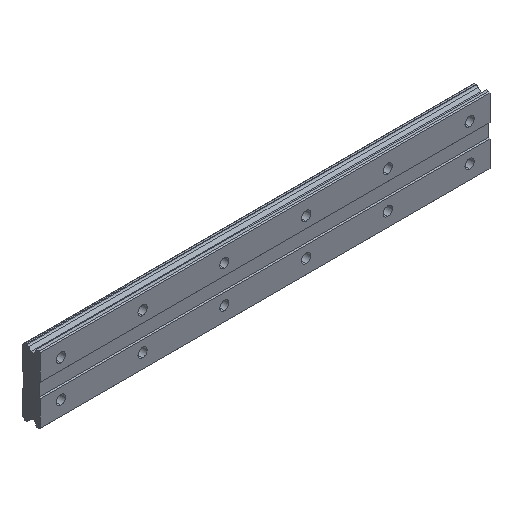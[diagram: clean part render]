
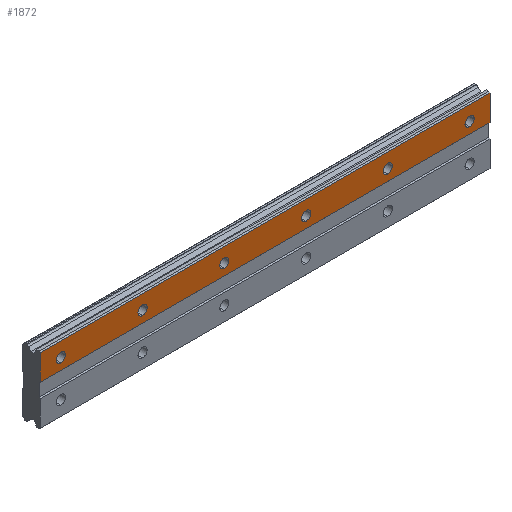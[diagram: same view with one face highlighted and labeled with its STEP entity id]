
A CAD part, isometric view. The second image highlights one B-rep face of the part: STEP entity #1872.
In plain terms, the highlighted planar face has unit normal (0, -1, 0).
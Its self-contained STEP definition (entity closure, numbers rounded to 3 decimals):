
#23 = DIRECTION ( 'NONE',  ( 0., -1., 0. ) ) ;
#29 = EDGE_CURVE ( 'NONE', #340, #1428, #2029, .T. ) ;
#39 = EDGE_CURVE ( 'NONE', #1241, #1968, #2958, .T. ) ;
#67 = CARTESIAN_POINT ( 'NONE',  ( 40., 0., 9. ) ) ;
#91 = FACE_BOUND ( 'NONE', #434, .T. ) ;
#96 = ORIENTED_EDGE ( 'NONE', *, *, #1742, .F. ) ;
#98 = CIRCLE ( 'NONE', #1406, 2.25 ) ;
#101 = DIRECTION ( 'NONE',  ( 0., 0., -1. ) ) ;
#155 = EDGE_LOOP ( 'NONE', ( #2666, #2780 ) ) ;
#292 = DIRECTION ( 'NONE',  ( 0., 0., 1. ) ) ;
#300 = DIRECTION ( 'NONE',  ( 0., 0., -1. ) ) ;
#340 = VERTEX_POINT ( 'NONE', #2891 ) ;
#356 = ORIENTED_EDGE ( 'NONE', *, *, #716, .F. ) ;
#386 = DIRECTION ( 'NONE',  ( 0., 0., 1. ) ) ;
#401 = VERTEX_POINT ( 'NONE', #2689 ) ;
#415 = CARTESIAN_POINT ( 'NONE',  ( 0., 0., 9. ) ) ;
#434 = EDGE_LOOP ( 'NONE', ( #2086, #1436 ) ) ;
#443 = CARTESIAN_POINT ( 'NONE',  ( 210., 0., 3.5 ) ) ;
#475 = CARTESIAN_POINT ( 'NONE',  ( 160., 0., 11.25 ) ) ;
#514 = VERTEX_POINT ( 'NONE', #1319 ) ;
#529 = EDGE_CURVE ( 'NONE', #514, #401, #2918, .T. ) ;
#542 = AXIS2_PLACEMENT_3D ( 'NONE', #992, #2819, #292 ) ;
#543 = ORIENTED_EDGE ( 'NONE', *, *, #812, .F. ) ;
#549 = EDGE_CURVE ( 'NONE', #1517, #2011, #1789, .T. ) ;
#550 = LINE ( 'NONE', #1447, #2279 ) ;
#596 = EDGE_CURVE ( 'NONE', #1517, #1968, #550, .T. ) ;
#614 = EDGE_CURVE ( 'NONE', #1625, #1958, #2866, .T. ) ;
#631 = ORIENTED_EDGE ( 'NONE', *, *, #29, .F. ) ;
#653 = EDGE_LOOP ( 'NONE', ( #1963, #543, #1337, #994 ) ) ;
#716 = EDGE_CURVE ( 'NONE', #2546, #782, #2367, .T. ) ;
#737 = FACE_OUTER_BOUND ( 'NONE', #653, .T. ) ;
#774 = AXIS2_PLACEMENT_3D ( 'NONE', #2425, #1489, #2609 ) ;
#781 = CARTESIAN_POINT ( 'NONE',  ( 120., 0., 6.75 ) ) ;
#782 = VERTEX_POINT ( 'NONE', #2196 ) ;
#791 = LINE ( 'NONE', #2409, #1584 ) ;
#794 = AXIS2_PLACEMENT_3D ( 'NONE', #1267, #1718, #386 ) ;
#812 = EDGE_CURVE ( 'NONE', #2011, #1241, #791, .T. ) ;
#870 = CARTESIAN_POINT ( 'NONE',  ( 210., 0., 3.5 ) ) ;
#898 = DIRECTION ( 'NONE',  ( 0., 0., 1. ) ) ;
#909 = CARTESIAN_POINT ( 'NONE',  ( 40., 0., 6.75 ) ) ;
#940 = CARTESIAN_POINT ( 'NONE',  ( 160., 0., 9. ) ) ;
#955 = CARTESIAN_POINT ( 'NONE',  ( -10., 0., 16. ) ) ;
#957 = FACE_BOUND ( 'NONE', #155, .T. ) ;
#965 = AXIS2_PLACEMENT_3D ( 'NONE', #67, #1920, #1696 ) ;
#992 = CARTESIAN_POINT ( 'NONE',  ( 210., 0., 16. ) ) ;
#994 = ORIENTED_EDGE ( 'NONE', *, *, #596, .T. ) ;
#1008 = FACE_BOUND ( 'NONE', #1738, .T. ) ;
#1021 = CARTESIAN_POINT ( 'NONE',  ( 200., 0., 11.25 ) ) ;
#1024 = CARTESIAN_POINT ( 'NONE',  ( 40., 0., 11.25 ) ) ;
#1025 = DIRECTION ( 'NONE',  ( 0., 0., 1. ) ) ;
#1064 = DIRECTION ( 'NONE',  ( 0., 0., 1. ) ) ;
#1070 = CARTESIAN_POINT ( 'NONE',  ( 40., 0., 9. ) ) ;
#1095 = DIRECTION ( 'NONE',  ( 1., 0., 0. ) ) ;
#1129 = CARTESIAN_POINT ( 'NONE',  ( 200., 0., 9. ) ) ;
#1130 = EDGE_CURVE ( 'NONE', #1533, #1610, #2095, .T. ) ;
#1156 = DIRECTION ( 'NONE',  ( 0., 0., 1. ) ) ;
#1165 = AXIS2_PLACEMENT_3D ( 'NONE', #1129, #3018, #1156 ) ;
#1192 = EDGE_CURVE ( 'NONE', #1958, #1625, #1606, .T. ) ;
#1226 = AXIS2_PLACEMENT_3D ( 'NONE', #1070, #2729, #898 ) ;
#1241 = VERTEX_POINT ( 'NONE', #443 ) ;
#1264 = DIRECTION ( 'NONE',  ( 0., -1., 0. ) ) ;
#1267 = CARTESIAN_POINT ( 'NONE',  ( 120., 0., 9. ) ) ;
#1319 = CARTESIAN_POINT ( 'NONE',  ( 0., 0., 6.75 ) ) ;
#1333 = DIRECTION ( 'NONE',  ( 0., 0., 1. ) ) ;
#1337 = ORIENTED_EDGE ( 'NONE', *, *, #549, .F. ) ;
#1338 = DIRECTION ( 'NONE',  ( -1., 0., 0. ) ) ;
#1347 = AXIS2_PLACEMENT_3D ( 'NONE', #3017, #3000, #1824 ) ;
#1400 = VERTEX_POINT ( 'NONE', #2788 ) ;
#1406 = AXIS2_PLACEMENT_3D ( 'NONE', #415, #1264, #1333 ) ;
#1428 = VERTEX_POINT ( 'NONE', #2598 ) ;
#1436 = ORIENTED_EDGE ( 'NONE', *, *, #1130, .F. ) ;
#1447 = CARTESIAN_POINT ( 'NONE',  ( -10., 0., 16.615 ) ) ;
#1449 = CIRCLE ( 'NONE', #1165, 2.25 ) ;
#1465 = EDGE_LOOP ( 'NONE', ( #2659, #2867 ) ) ;
#1480 = CARTESIAN_POINT ( 'NONE',  ( -10., 0., 3.5 ) ) ;
#1489 = DIRECTION ( 'NONE',  ( 0., -1., 0. ) ) ;
#1511 = CIRCLE ( 'NONE', #1763, 2.25 ) ;
#1517 = VERTEX_POINT ( 'NONE', #955 ) ;
#1533 = VERTEX_POINT ( 'NONE', #781 ) ;
#1583 = AXIS2_PLACEMENT_3D ( 'NONE', #2250, #2499, #2739 ) ;
#1584 = VECTOR ( 'NONE', #101, 1000. ) ;
#1606 = CIRCLE ( 'NONE', #1226, 2.25 ) ;
#1610 = VERTEX_POINT ( 'NONE', #2782 ) ;
#1613 = AXIS2_PLACEMENT_3D ( 'NONE', #1966, #2857, #1064 ) ;
#1625 = VERTEX_POINT ( 'NONE', #909 ) ;
#1685 = VECTOR ( 'NONE', #1338, 1000. ) ;
#1696 = DIRECTION ( 'NONE',  ( 0., 0., 1. ) ) ;
#1703 = FACE_BOUND ( 'NONE', #1465, .T. ) ;
#1718 = DIRECTION ( 'NONE',  ( 0., -1., 0. ) ) ;
#1738 = EDGE_LOOP ( 'NONE', ( #356, #2675 ) ) ;
#1742 = EDGE_CURVE ( 'NONE', #2586, #1400, #1449, .T. ) ;
#1756 = EDGE_LOOP ( 'NONE', ( #2220, #631 ) ) ;
#1763 = AXIS2_PLACEMENT_3D ( 'NONE', #940, #23, #2061 ) ;
#1789 = LINE ( 'NONE', #2252, #2376 ) ;
#1799 = CARTESIAN_POINT ( 'NONE',  ( 120., 0., 9. ) ) ;
#1824 = DIRECTION ( 'NONE',  ( 0., 0., 1. ) ) ;
#1872 = ADVANCED_FACE ( 'NONE', ( #737, #957, #2143, #1008, #91, #2618, #1703 ), #2370, .F. ) ;
#1920 = DIRECTION ( 'NONE',  ( 0., -1., 0. ) ) ;
#1955 = CARTESIAN_POINT ( 'NONE',  ( 210., 0., 16. ) ) ;
#1958 = VERTEX_POINT ( 'NONE', #1024 ) ;
#1963 = ORIENTED_EDGE ( 'NONE', *, *, #39, .F. ) ;
#1966 = CARTESIAN_POINT ( 'NONE',  ( 200., 0., 9. ) ) ;
#1968 = VERTEX_POINT ( 'NONE', #1480 ) ;
#2011 = VERTEX_POINT ( 'NONE', #1955 ) ;
#2029 = CIRCLE ( 'NONE', #1347, 2.25 ) ;
#2033 = DIRECTION ( 'NONE',  ( 0., 0., 1. ) ) ;
#2041 = EDGE_LOOP ( 'NONE', ( #96, #2530 ) ) ;
#2047 = EDGE_CURVE ( 'NONE', #401, #514, #98, .T. ) ;
#2061 = DIRECTION ( 'NONE',  ( 0., 0., 1. ) ) ;
#2086 = ORIENTED_EDGE ( 'NONE', *, *, #2188, .F. ) ;
#2095 = CIRCLE ( 'NONE', #794, 2.25 ) ;
#2131 = AXIS2_PLACEMENT_3D ( 'NONE', #2941, #2704, #2033 ) ;
#2143 = FACE_BOUND ( 'NONE', #2041, .T. ) ;
#2188 = EDGE_CURVE ( 'NONE', #1610, #1533, #2938, .T. ) ;
#2196 = CARTESIAN_POINT ( 'NONE',  ( 160., 0., 6.75 ) ) ;
#2220 = ORIENTED_EDGE ( 'NONE', *, *, #2905, .F. ) ;
#2250 = CARTESIAN_POINT ( 'NONE',  ( 80., 0., 9. ) ) ;
#2252 = CARTESIAN_POINT ( 'NONE',  ( 210., 0., 16. ) ) ;
#2277 = CIRCLE ( 'NONE', #1583, 2.25 ) ;
#2279 = VECTOR ( 'NONE', #300, 1000. ) ;
#2348 = AXIS2_PLACEMENT_3D ( 'NONE', #1799, #2731, #1025 ) ;
#2367 = CIRCLE ( 'NONE', #774, 2.25 ) ;
#2370 = PLANE ( 'NONE',  #542 ) ;
#2376 = VECTOR ( 'NONE', #1095, 1000. ) ;
#2409 = CARTESIAN_POINT ( 'NONE',  ( 210., 0., 16.615 ) ) ;
#2425 = CARTESIAN_POINT ( 'NONE',  ( 160., 0., 9. ) ) ;
#2457 = EDGE_CURVE ( 'NONE', #782, #2546, #1511, .T. ) ;
#2499 = DIRECTION ( 'NONE',  ( 0., -1., 0. ) ) ;
#2530 = ORIENTED_EDGE ( 'NONE', *, *, #2694, .F. ) ;
#2546 = VERTEX_POINT ( 'NONE', #475 ) ;
#2586 = VERTEX_POINT ( 'NONE', #1021 ) ;
#2598 = CARTESIAN_POINT ( 'NONE',  ( 80., 0., 11.25 ) ) ;
#2609 = DIRECTION ( 'NONE',  ( 0., 0., 1. ) ) ;
#2618 = FACE_BOUND ( 'NONE', #1756, .T. ) ;
#2659 = ORIENTED_EDGE ( 'NONE', *, *, #1192, .F. ) ;
#2666 = ORIENTED_EDGE ( 'NONE', *, *, #2047, .F. ) ;
#2675 = ORIENTED_EDGE ( 'NONE', *, *, #2457, .F. ) ;
#2689 = CARTESIAN_POINT ( 'NONE',  ( 0., 0., 11.25 ) ) ;
#2694 = EDGE_CURVE ( 'NONE', #1400, #2586, #2942, .T. ) ;
#2704 = DIRECTION ( 'NONE',  ( 0., -1., 0. ) ) ;
#2729 = DIRECTION ( 'NONE',  ( 0., -1., 0. ) ) ;
#2731 = DIRECTION ( 'NONE',  ( 0., -1., 0. ) ) ;
#2739 = DIRECTION ( 'NONE',  ( 0., 0., 1. ) ) ;
#2780 = ORIENTED_EDGE ( 'NONE', *, *, #529, .F. ) ;
#2782 = CARTESIAN_POINT ( 'NONE',  ( 120., 0., 11.25 ) ) ;
#2788 = CARTESIAN_POINT ( 'NONE',  ( 200., 0., 6.75 ) ) ;
#2819 = DIRECTION ( 'NONE',  ( 0., 1., 0. ) ) ;
#2857 = DIRECTION ( 'NONE',  ( 0., -1., 0. ) ) ;
#2866 = CIRCLE ( 'NONE', #965, 2.25 ) ;
#2867 = ORIENTED_EDGE ( 'NONE', *, *, #614, .F. ) ;
#2891 = CARTESIAN_POINT ( 'NONE',  ( 80., 0., 6.75 ) ) ;
#2905 = EDGE_CURVE ( 'NONE', #1428, #340, #2277, .T. ) ;
#2918 = CIRCLE ( 'NONE', #2131, 2.25 ) ;
#2938 = CIRCLE ( 'NONE', #2348, 2.25 ) ;
#2941 = CARTESIAN_POINT ( 'NONE',  ( 0., 0., 9. ) ) ;
#2942 = CIRCLE ( 'NONE', #1613, 2.25 ) ;
#2958 = LINE ( 'NONE', #870, #1685 ) ;
#3000 = DIRECTION ( 'NONE',  ( 0., -1., 0. ) ) ;
#3017 = CARTESIAN_POINT ( 'NONE',  ( 80., 0., 9. ) ) ;
#3018 = DIRECTION ( 'NONE',  ( 0., -1., 0. ) ) ;
